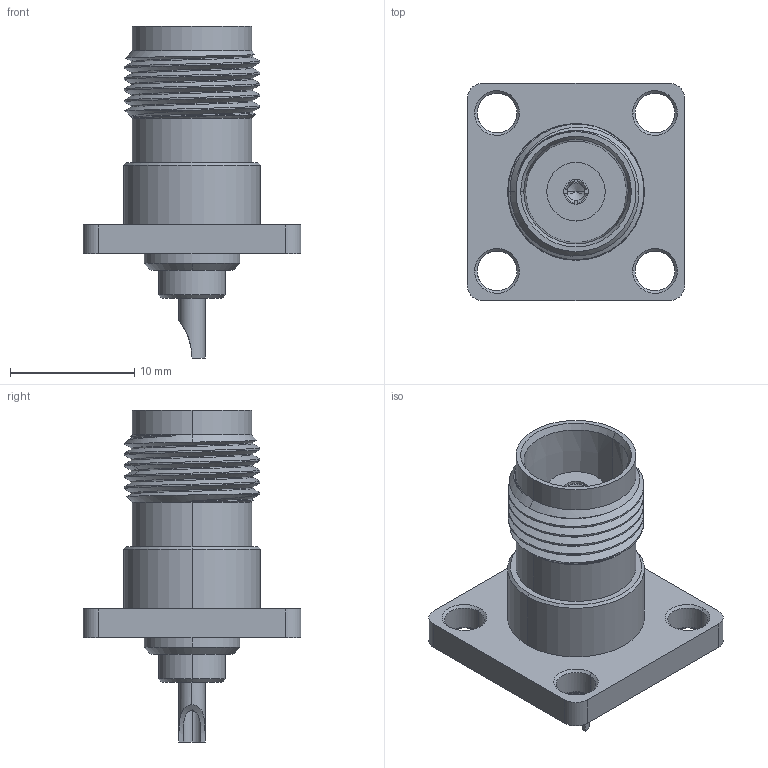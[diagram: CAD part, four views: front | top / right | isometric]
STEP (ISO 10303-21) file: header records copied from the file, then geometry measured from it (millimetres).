
FILE_DESCRIPTION((''),'2;1');
FILE_NAME('122249_SW0001','2019-09-23T',('Kaviyarasan'),(''),'CREO PARAMETRIC BY PTC INC, 2018360','CREO PARAMETRIC BY PTC INC, 2018360','');
FILE_SCHEMA(('CONFIG_CONTROL_DESIGN'));
Length unit declared in the file: millimetre
Products named in the file (1): 122249_SW0001
Bounding box: 17.5 x 17.5 x 26.7 mm (x, y, z)
Volume: 1692.6 mm3; surface area: 1873.6 mm2
Topology: 1 solids, 1 shells, 122 faces, 304 edges, 188 vertices
Faces by surface type: cone 44, cylinder 43, plane 29, bspline 6
Entity records: 8403 total; most frequent: CARTESIAN_POINT 5550, ORIENTED_EDGE 600, DIRECTION 556, EDGE_CURVE 300, AXIS2_PLACEMENT_3D 213, VERTEX_POINT 188, EDGE_LOOP 138, VECTOR 130
